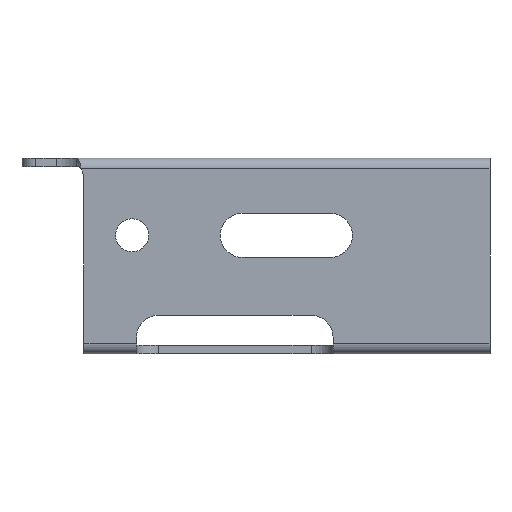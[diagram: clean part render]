
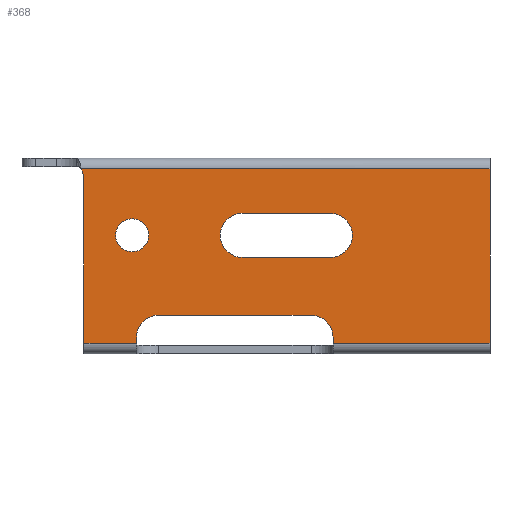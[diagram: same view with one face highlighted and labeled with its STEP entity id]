
A CAD part, front view. The second image highlights one B-rep face of the part: STEP entity #368.
In plain terms, the highlighted planar face has unit normal (0, -1, 0).
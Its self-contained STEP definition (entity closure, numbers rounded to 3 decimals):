
#26=CARTESIAN_POINT('',(500.182,-3.0,-1667.872));
#27=VERTEX_POINT('',#26);
#34=CARTESIAN_POINT('',(500.182,-3.0,-1608.692));
#35=VERTEX_POINT('',#34);
#36=CARTESIAN_POINT('',(500.182,-3.0,-1608.692));
#37=DIRECTION('',(0.0,0.0,1.0));
#38=VECTOR('',#37,1.0);
#39=LINE('',#36,#38);
#40=EDGE_CURVE('no 2123',#27,#35,#39,.T.);
#56=CARTESIAN_POINT('',(647.682,-3.0,-1604.345));
#57=VERTEX_POINT('',#56);
#58=CARTESIAN_POINT('',(647.682,-3.0,-1667.872));
#59=VERTEX_POINT('',#58);
#60=CARTESIAN_POINT('',(647.682,-3.0,-1680.456));
#61=DIRECTION('',(0.0,0.0,-1.0));
#62=VECTOR('',#61,1.0);
#63=LINE('',#60,#62);
#64=EDGE_CURVE('no 2004',#57,#59,#63,.T.);
#224=CARTESIAN_POINT('',(499.188,-3.0,-1604.345));
#225=VERTEX_POINT('',#224);
#226=CARTESIAN_POINT('',(490.182,-3.0,-1608.692));
#227=DIRECTION('',(-0.0,-1.0,-0.0));
#228=DIRECTION('',(0.0,-0.0,1.0));
#229=AXIS2_PLACEMENT_3D('',#226,#227,#228);
#230=CIRCLE('',#229,10.0);
#231=EDGE_CURVE('no 4',#35,#225,#230,.T.);
#249=CARTESIAN_POINT('',(590.682,-3.0,-1667.872));
#250=VERTEX_POINT('',#249);
#251=CARTESIAN_POINT('',(490.182,-3.0,-1667.872));
#252=DIRECTION('',(-1.0,0.0,0.0));
#253=VECTOR('',#252,1.0);
#254=LINE('',#251,#253);
#255=EDGE_CURVE('no 3084',#59,#250,#254,.T.);
#256=ORIENTED_EDGE('',*,*,#255,.F.);
#257=ORIENTED_EDGE('',*,*,#64,.F.);
#258=CARTESIAN_POINT('',(490.182,-3.0,-1604.345));
#259=DIRECTION('',(1.0,0.0,0.0));
#260=VECTOR('',#259,1.0);
#261=LINE('',#258,#260);
#262=EDGE_CURVE('no 2298',#225,#57,#261,.T.);
#263=ORIENTED_EDGE('',*,*,#262,.F.);
#264=ORIENTED_EDGE('',*,*,#231,.F.);
#265=ORIENTED_EDGE('',*,*,#40,.F.);
#266=CARTESIAN_POINT('',(519.29,-3.0,-1667.872));
#267=VERTEX_POINT('',#266);
#268=CARTESIAN_POINT('',(490.182,-3.0,-1667.872));
#269=DIRECTION('',(-1.0,0.0,0.0));
#270=VECTOR('',#269,1.0);
#271=LINE('',#268,#270);
#272=EDGE_CURVE('no 3122',#267,#27,#271,.T.);
#273=ORIENTED_EDGE('',*,*,#272,.F.);
#274=CARTESIAN_POINT('',(519.29,-3.0,-1665.609));
#275=VERTEX_POINT('',#274);
#276=CARTESIAN_POINT('',(519.29,-3.0,-1665.609));
#277=DIRECTION('',(0.0,0.0,1.0));
#278=VECTOR('',#277,1.0);
#279=LINE('',#276,#278);
#280=EDGE_CURVE('no 2135',#267,#275,#279,.T.);
#281=ORIENTED_EDGE('',*,*,#280,.T.);
#282=CARTESIAN_POINT('',(527.29,-3.0,-1657.609));
#283=VERTEX_POINT('',#282);
#284=CARTESIAN_POINT('',(527.29,-3.0,-1665.609));
#285=DIRECTION('',(0.0,1.0,0.0));
#286=DIRECTION('',(0.0,-0.0,1.0));
#287=AXIS2_PLACEMENT_3D('',#284,#285,#286);
#288=CIRCLE('',#287,8.0);
#289=EDGE_CURVE('no 1449',#275,#283,#288,.T.);
#290=ORIENTED_EDGE('',*,*,#289,.T.);
#291=CARTESIAN_POINT('',(582.682,-3.0,-1657.609));
#292=VERTEX_POINT('',#291);
#293=CARTESIAN_POINT('',(582.682,-3.0,-1657.609));
#294=DIRECTION('',(1.0,0.0,0.0));
#295=VECTOR('',#294,1.0);
#296=LINE('',#293,#295);
#297=EDGE_CURVE('no 1445',#283,#292,#296,.T.);
#298=ORIENTED_EDGE('',*,*,#297,.T.);
#299=CARTESIAN_POINT('',(590.682,-3.0,-1665.609));
#300=VERTEX_POINT('',#299);
#301=CARTESIAN_POINT('',(582.682,-3.0,-1665.609));
#302=DIRECTION('',(0.0,1.0,0.0));
#303=DIRECTION('',(0.0,-0.0,1.0));
#304=AXIS2_PLACEMENT_3D('',#301,#302,#303);
#305=CIRCLE('',#304,8.0);
#306=EDGE_CURVE('no 1441',#292,#300,#305,.T.);
#307=ORIENTED_EDGE('',*,*,#306,.T.);
#308=CARTESIAN_POINT('',(590.682,-3.0,-1671.609));
#309=DIRECTION('',(0.0,0.0,-1.0));
#310=VECTOR('',#309,1.0);
#311=LINE('',#308,#310);
#312=EDGE_CURVE('no 1469',#300,#250,#311,.T.);
#313=ORIENTED_EDGE('',*,*,#312,.T.);
#314=EDGE_LOOP('',(
    #256,#257,#263,#264,#265,#273,#281,#290,#298,#307,
    #313));
#315=FACE_OUTER_BOUND('',#314,.T.);
#316=CARTESIAN_POINT('',(517.682,-3.0,-1622.609));
#317=VERTEX_POINT('',#316);
#318=CARTESIAN_POINT('',(517.682,-3.0,-1628.609));
#319=DIRECTION('',(0.0,1.0,0.0));
#320=DIRECTION('',(0.0,-0.0,1.0));
#321=AXIS2_PLACEMENT_3D('',#318,#319,#320);
#322=CIRCLE('',#321,6.0);
#323=EDGE_CURVE('no 585',#317,#317,#322,.T.);
#324=ORIENTED_EDGE('',*,*,#323,.T.);
#325=EDGE_LOOP('',(#324));
#326=FACE_BOUND('',#325,.T.);
#327=CARTESIAN_POINT('',(589.682,-3.0,-1636.609));
#328=VERTEX_POINT('',#327);
#329=CARTESIAN_POINT('',(557.682,-3.0,-1636.609));
#330=VERTEX_POINT('',#329);
#331=CARTESIAN_POINT('',(589.682,-3.0,-1636.609));
#332=DIRECTION('',(-1.0,0.0,0.0));
#333=VECTOR('',#332,1.0);
#334=LINE('',#331,#333);
#335=EDGE_CURVE('no 487',#328,#330,#334,.T.);
#336=ORIENTED_EDGE('',*,*,#335,.T.);
#337=CARTESIAN_POINT('',(557.682,-3.0,-1620.609));
#338=VERTEX_POINT('',#337);
#339=CARTESIAN_POINT('',(557.682,-3.0,-1628.609));
#340=DIRECTION('',(0.0,1.0,0.0));
#341=DIRECTION('',(0.0,-0.0,1.0));
#342=AXIS2_PLACEMENT_3D('',#339,#340,#341);
#343=CIRCLE('',#342,8.0);
#344=EDGE_CURVE('no 483',#330,#338,#343,.T.);
#345=ORIENTED_EDGE('',*,*,#344,.T.);
#346=CARTESIAN_POINT('',(589.682,-3.0,-1620.609));
#347=VERTEX_POINT('',#346);
#348=CARTESIAN_POINT('',(589.682,-3.0,-1620.609));
#349=DIRECTION('',(1.0,0.0,0.0));
#350=VECTOR('',#349,1.0);
#351=LINE('',#348,#350);
#352=EDGE_CURVE('no 495',#338,#347,#351,.T.);
#353=ORIENTED_EDGE('',*,*,#352,.T.);
#354=CARTESIAN_POINT('',(589.682,-3.0,-1628.609));
#355=DIRECTION('',(0.0,1.0,0.0));
#356=DIRECTION('',(0.0,-0.0,1.0));
#357=AXIS2_PLACEMENT_3D('',#354,#355,#356);
#358=CIRCLE('',#357,8.0);
#359=EDGE_CURVE('no 491',#347,#328,#358,.T.);
#360=ORIENTED_EDGE('',*,*,#359,.T.);
#361=EDGE_LOOP('',(#336,#345,#353,#360));
#362=FACE_BOUND('',#361,.T.);
#363=CARTESIAN_POINT('',(490.182,-3.0,-1608.692));
#364=DIRECTION('',(0.0,1.0,0.0));
#365=DIRECTION('',(0.0,-0.0,1.0));
#366=AXIS2_PLACEMENT_3D('',#363,#364,#365);
#367=PLANE('',#366);
#368=ADVANCED_FACE('no 1',(#315,#326,#362),#367,.F.);
